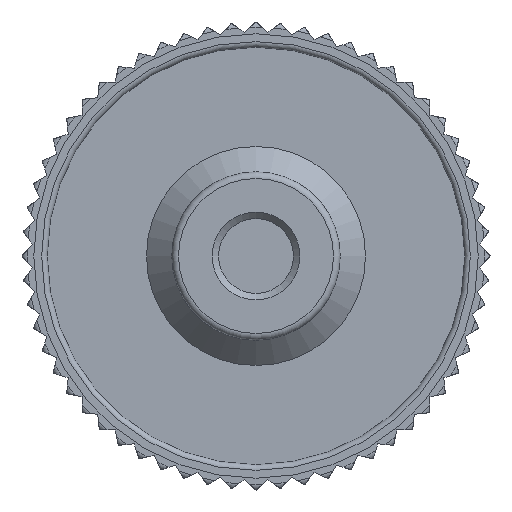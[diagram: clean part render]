
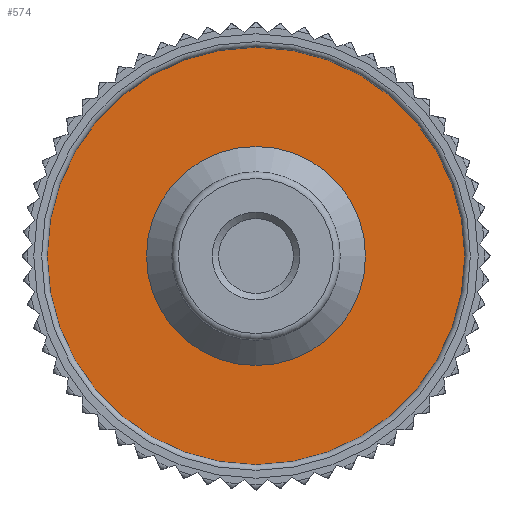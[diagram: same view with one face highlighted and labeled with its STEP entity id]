
A CAD part, front view. The second image highlights one B-rep face of the part: STEP entity #574.
In plain terms, the highlighted planar face has unit normal (0, -1, 0).
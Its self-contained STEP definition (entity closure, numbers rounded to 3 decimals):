
#574 = ADVANCED_FACE( '', ( #1297, #1298 ), #1299, .F. );
#1297 = FACE_BOUND( '', #2172, .T. );
#1298 = FACE_OUTER_BOUND( '', #2173, .T. );
#1299 = PLANE( '', #2174 );
#2172 = EDGE_LOOP( '', ( #3766 ) );
#2173 = EDGE_LOOP( '', ( #3767 ) );
#2174 = AXIS2_PLACEMENT_3D( '', #3768, #3769, #3770 );
#3766 = ORIENTED_EDGE( '', *, *, #5350, .F. );
#3767 = ORIENTED_EDGE( '', *, *, #5676, .T. );
#3768 = CARTESIAN_POINT( '', ( 22.3, 33.21, 0. ) );
#3769 = DIRECTION( '', ( 0., 1., 0. ) );
#3770 = DIRECTION( '', ( 0., 0., 1. ) );
#5350 = EDGE_CURVE( '', #6428, #6428, #6429, .T. );
#5676 = EDGE_CURVE( '', #6984, #6984, #6985, .T. );
#6428 = VERTEX_POINT( '', #8042 );
#6429 = CIRCLE( '', #8043, 11.7 );
#6984 = VERTEX_POINT( '', #9611 );
#6985 = CIRCLE( '', #9612, 22.3 );
#8042 = CARTESIAN_POINT( '', ( 0., 33.21, -11.7 ) );
#8043 = AXIS2_PLACEMENT_3D( '', #12424, #12425, #12426 );
#9611 = CARTESIAN_POINT( '', ( 0., 33.21, -22.3 ) );
#9612 = AXIS2_PLACEMENT_3D( '', #12674, #12675, #12676 );
#12424 = CARTESIAN_POINT( '', ( 0., 33.21, 0. ) );
#12425 = DIRECTION( '', ( 0., -1., 0. ) );
#12426 = DIRECTION( '', ( 0., 0., -1. ) );
#12674 = CARTESIAN_POINT( '', ( 0., 33.21, 0. ) );
#12675 = DIRECTION( '', ( 0., -1., 0. ) );
#12676 = DIRECTION( '', ( 0., 0., -1. ) );
